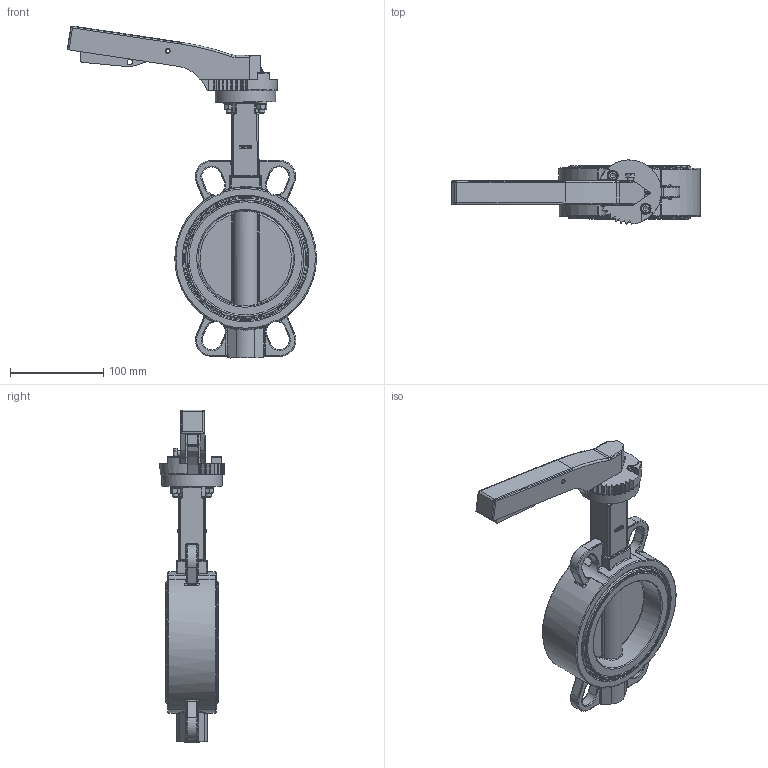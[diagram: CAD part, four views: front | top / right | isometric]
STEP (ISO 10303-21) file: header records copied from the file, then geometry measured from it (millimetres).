
FILE_DESCRIPTION(('HOOPS Exchange Step'),'2;1');
FILE_NAME('AK05_DN100.stp','2025-07-21T08:32:30+02:00',('nieru'),('Unknown organisation'),'HOOPS Exchange 2024.2','HOOPS Exchange','Unknown authorisation');
FILE_SCHEMA( ('AP203_CONFIGURATION_CONTROLLED_3D_DESIGN_OF_MECHANICAL_PARTS_AND_ASSEMBLIES_MIM_LF') );
Length unit declared in the file: millimetre
Products named in the file (2): 0; root
Assembly tree (1 placements, depth 2):
  root
    0
Bounding box: 267.3 x 68.85 x 356.67 mm (x, y, z)
Volume: 956755.5 mm3; surface area: 165551.1 mm2
Topology: 1 solids, 2 shells, 1207 faces, 3151 edges, 1974 vertices
Faces by surface type: cylinder 450, plane 359, bspline 180, torus 157, sphere 41, cone 20
Full cylindrical faces by diameter (mm): 4.917 x1, 5 x2, 6 x6, 6.4 x2, 7 x4, 10 x3, 11 x2, 11.5 x2, 17 x1, 65 x1, 103 x1, 131 x2, 134 x2
Entity records: 94695 total; most frequent: CARTESIAN_POINT 68341, ORIENTED_EDGE 6278, DIRECTION 3768, EDGE_CURVE 3139, VERTEX_POINT 1974, B_SPLINE_CURVE_WITH_KNOTS 1641, AXIS2_PLACEMENT_3D 1313, EDGE_LOOP 1277
